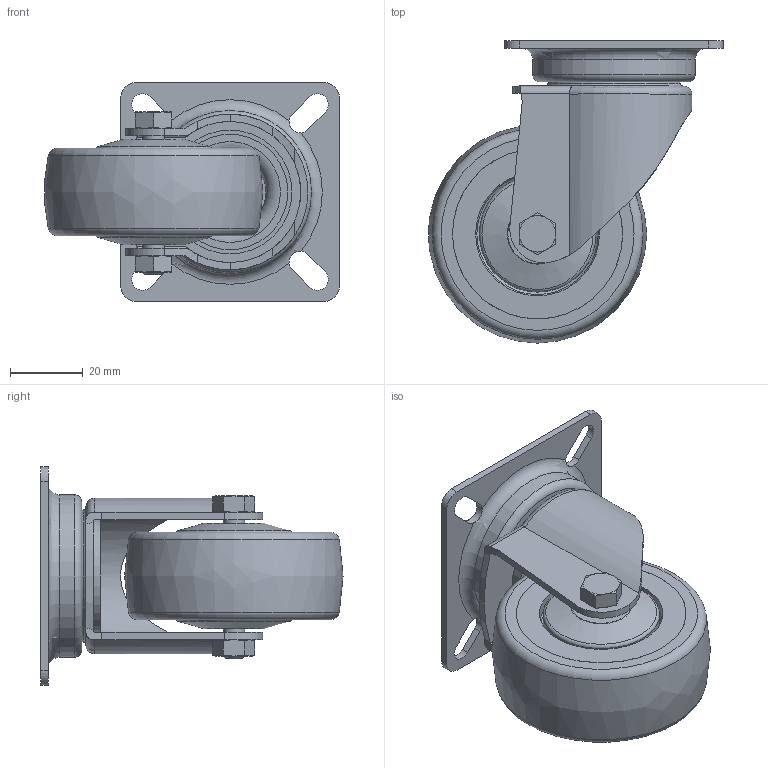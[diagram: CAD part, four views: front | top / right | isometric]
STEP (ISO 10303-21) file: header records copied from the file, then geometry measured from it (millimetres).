
FILE_DESCRIPTION(/* description */ ('RUOTA D.60 GIREV. C/P S/F'),/* implementation_level */ '2;1');
FILE_NAME(/* name */ 'CRUST0000178.stp',/* time_stamp */ '2025-02-10T16:36:48+01:00',/* author */ ('tecnico5'),/* organization */ ('CADENAS'),/* preprocessor_version */ 'ST-DEVELOPER v20',/* originating_system */ 'Autodesk Inventor 2022',/* authorisation */ ' ');
FILE_SCHEMA (('AUTOMOTIVE_DESIGN { 1 0 10303 214 3 1 1 }'));
Length unit declared in the file: millimetre
Products named in the file (7): CRUST0000178; 440000025269; 440000025270; 440000025272; 440000025275; 440000025268; 440000025267
Assembly tree (7 placements, depth 2):
  CRUST0000178
    440000025269
    440000025270  x2
    440000025272
    440000025275
    440000025268
    440000025267
Bounding box: 80.88 x 83 x 60 mm (x, y, z)
Volume: 84714.3 mm3; surface area: 39403.8 mm2
Topology: 7 solids, 7 shells, 188 faces, 427 edges, 266 vertices
Faces by surface type: plane 69, cylinder 55, cone 35, torus 28, bspline 1
Full cylindrical faces by diameter (mm): 4.917 x1, 5.9 x1, 6 x5, 7.9 x1, 8 x3, 10.02 x1, 31 x2, 31.72 x1, 32 x2, 34 x1, 34.003 x2, 39.72 x1, 40.72 x1, 44.72 x1, 46.703 x2, 46.743 x2
Entity records: 5671 total; most frequent: CARTESIAN_POINT 1294, DIRECTION 913, ORIENTED_EDGE 816, EDGE_CURVE 408, AXIS2_PLACEMENT_3D 391, VERTEX_POINT 255, EDGE_LOOP 209, CIRCLE 191
